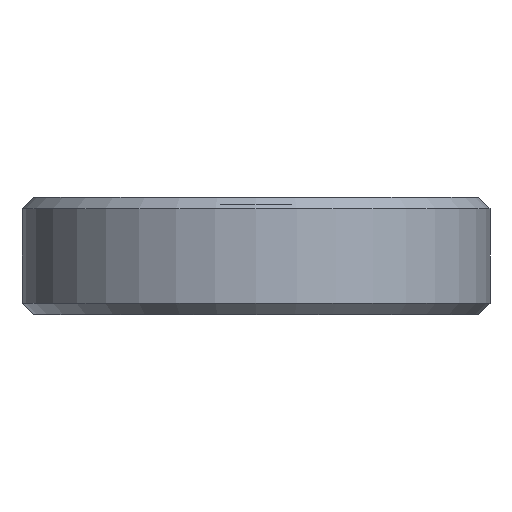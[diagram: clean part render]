
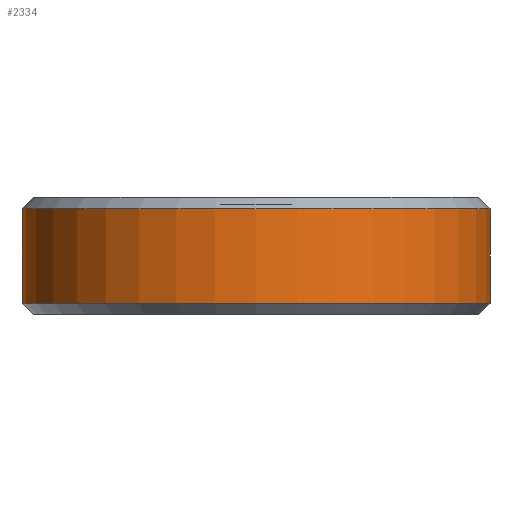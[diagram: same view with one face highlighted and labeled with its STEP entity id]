
A CAD part, left-side view. The second image highlights one B-rep face of the part: STEP entity #2334.
In plain terms, the highlighted cylindrical face has radius 6.25 mm (diameter 12.5 mm), a partial arc.
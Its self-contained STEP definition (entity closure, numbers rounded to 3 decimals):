
#144 = VERTEX_POINT('',#145);
#145 = CARTESIAN_POINT('',(0.,-6.25,0.3));
#161 = CONICAL_SURFACE('',#162,6.25,0.785);
#162 = AXIS2_PLACEMENT_3D('',#163,#164,#165);
#163 = CARTESIAN_POINT('',(0.,0.,0.3));
#164 = DIRECTION('',(0.,0.,1.));
#165 = DIRECTION('',(0.,1.,0.));
#187 = PLANE('',#188);
#188 = AXIS2_PLACEMENT_3D('',#189,#190,#191);
#189 = CARTESIAN_POINT('',(237.5,-6.25,0.));
#190 = DIRECTION('',(0.,-1.,0.));
#191 = DIRECTION('',(-1.,0.,0.));
#290 = PLANE('',#291);
#291 = AXIS2_PLACEMENT_3D('',#292,#293,#294);
#292 = CARTESIAN_POINT('',(237.5,6.25,0.));
#293 = DIRECTION('',(0.,-1.,0.));
#294 = DIRECTION('',(-1.,0.,0.));
#1182 = VERTEX_POINT('',#1183);
#1183 = CARTESIAN_POINT('',(0.,6.25,0.3));
#1229 = EDGE_CURVE('',#1182,#144,#1230,.T.);
#1230 = SURFACE_CURVE('',#1231,(#1236,#1243),.PCURVE_S1.);
#1231 = CIRCLE('',#1232,6.25);
#1232 = AXIS2_PLACEMENT_3D('',#1233,#1234,#1235);
#1233 = CARTESIAN_POINT('',(0.,0.,0.3));
#1234 = DIRECTION('',(0.,-0.,1.));
#1235 = DIRECTION('',(0.,1.,0.));
#1236 = PCURVE('',#161,#1237);
#1237 = DEFINITIONAL_REPRESENTATION('',(#1238),#1242);
#1238 = LINE('',#1239,#1240);
#1239 = CARTESIAN_POINT('',(0.,-0.));
#1240 = VECTOR('',#1241,1.);
#1241 = DIRECTION('',(1.,-0.));
#1242 = ( GEOMETRIC_REPRESENTATION_CONTEXT(2) 
PARAMETRIC_REPRESENTATION_CONTEXT() REPRESENTATION_CONTEXT('2D SPACE',''
  ) );
#1243 = PCURVE('',#1244,#1249);
#1244 = CYLINDRICAL_SURFACE('',#1245,6.25);
#1245 = AXIS2_PLACEMENT_3D('',#1246,#1247,#1248);
#1246 = CARTESIAN_POINT('',(0.,0.,0.));
#1247 = DIRECTION('',(-0.,-0.,-1.));
#1248 = DIRECTION('',(1.,0.,0.));
#1249 = DEFINITIONAL_REPRESENTATION('',(#1250),#1254);
#1250 = LINE('',#1251,#1252);
#1251 = CARTESIAN_POINT('',(-1.571,-0.3));
#1252 = VECTOR('',#1253,1.);
#1253 = DIRECTION('',(-1.,0.));
#1254 = ( GEOMETRIC_REPRESENTATION_CONTEXT(2) 
PARAMETRIC_REPRESENTATION_CONTEXT() REPRESENTATION_CONTEXT('2D SPACE',''
  ) );
#1263 = VERTEX_POINT('',#1264);
#1264 = CARTESIAN_POINT('',(0.,-6.25,2.825));
#1290 = EDGE_CURVE('',#144,#1263,#1291,.T.);
#1291 = SURFACE_CURVE('',#1292,(#1296,#1303),.PCURVE_S1.);
#1292 = LINE('',#1293,#1294);
#1293 = CARTESIAN_POINT('',(0.,-6.25,0.));
#1294 = VECTOR('',#1295,1.);
#1295 = DIRECTION('',(0.,0.,1.));
#1296 = PCURVE('',#187,#1297);
#1297 = DEFINITIONAL_REPRESENTATION('',(#1298),#1302);
#1298 = LINE('',#1299,#1300);
#1299 = CARTESIAN_POINT('',(237.5,0.));
#1300 = VECTOR('',#1301,1.);
#1301 = DIRECTION('',(0.,-1.));
#1302 = ( GEOMETRIC_REPRESENTATION_CONTEXT(2) 
PARAMETRIC_REPRESENTATION_CONTEXT() REPRESENTATION_CONTEXT('2D SPACE',''
  ) );
#1303 = PCURVE('',#1244,#1304);
#1304 = DEFINITIONAL_REPRESENTATION('',(#1305),#1309);
#1305 = LINE('',#1306,#1307);
#1306 = CARTESIAN_POINT('',(-4.712,0.));
#1307 = VECTOR('',#1308,1.);
#1308 = DIRECTION('',(-0.,-1.));
#1309 = ( GEOMETRIC_REPRESENTATION_CONTEXT(2) 
PARAMETRIC_REPRESENTATION_CONTEXT() REPRESENTATION_CONTEXT('2D SPACE',''
  ) );
#1399 = VERTEX_POINT('',#1400);
#1400 = CARTESIAN_POINT('',(0.,6.25,2.825));
#1421 = EDGE_CURVE('',#1182,#1399,#1422,.T.);
#1422 = SURFACE_CURVE('',#1423,(#1427,#1434),.PCURVE_S1.);
#1423 = LINE('',#1424,#1425);
#1424 = CARTESIAN_POINT('',(0.,6.25,0.));
#1425 = VECTOR('',#1426,1.);
#1426 = DIRECTION('',(0.,0.,1.));
#1427 = PCURVE('',#290,#1428);
#1428 = DEFINITIONAL_REPRESENTATION('',(#1429),#1433);
#1429 = LINE('',#1430,#1431);
#1430 = CARTESIAN_POINT('',(237.5,0.));
#1431 = VECTOR('',#1432,1.);
#1432 = DIRECTION('',(0.,-1.));
#1433 = ( GEOMETRIC_REPRESENTATION_CONTEXT(2) 
PARAMETRIC_REPRESENTATION_CONTEXT() REPRESENTATION_CONTEXT('2D SPACE',''
  ) );
#1434 = PCURVE('',#1244,#1435);
#1435 = DEFINITIONAL_REPRESENTATION('',(#1436),#1440);
#1436 = LINE('',#1437,#1438);
#1437 = CARTESIAN_POINT('',(-1.571,0.));
#1438 = VECTOR('',#1439,1.);
#1439 = DIRECTION('',(-0.,-1.));
#1440 = ( GEOMETRIC_REPRESENTATION_CONTEXT(2) 
PARAMETRIC_REPRESENTATION_CONTEXT() REPRESENTATION_CONTEXT('2D SPACE',''
  ) );
#2334 = ADVANCED_FACE('',(#2335),#1244,.T.);
#2335 = FACE_BOUND('',#2336,.F.);
#2336 = EDGE_LOOP('',(#2337,#2338,#2365,#2366));
#2337 = ORIENTED_EDGE('',*,*,#1421,.T.);
#2338 = ORIENTED_EDGE('',*,*,#2339,.T.);
#2339 = EDGE_CURVE('',#1399,#1263,#2340,.T.);
#2340 = SURFACE_CURVE('',#2341,(#2346,#2353),.PCURVE_S1.);
#2341 = CIRCLE('',#2342,6.25);
#2342 = AXIS2_PLACEMENT_3D('',#2343,#2344,#2345);
#2343 = CARTESIAN_POINT('',(0.,0.,2.825));
#2344 = DIRECTION('',(0.,-0.,1.));
#2345 = DIRECTION('',(0.,1.,0.));
#2346 = PCURVE('',#1244,#2347);
#2347 = DEFINITIONAL_REPRESENTATION('',(#2348),#2352);
#2348 = LINE('',#2349,#2350);
#2349 = CARTESIAN_POINT('',(-1.571,-2.825));
#2350 = VECTOR('',#2351,1.);
#2351 = DIRECTION('',(-1.,0.));
#2352 = ( GEOMETRIC_REPRESENTATION_CONTEXT(2) 
PARAMETRIC_REPRESENTATION_CONTEXT() REPRESENTATION_CONTEXT('2D SPACE',''
  ) );
#2353 = PCURVE('',#2354,#2359);
#2354 = CONICAL_SURFACE('',#2355,6.25,0.785);
#2355 = AXIS2_PLACEMENT_3D('',#2356,#2357,#2358);
#2356 = CARTESIAN_POINT('',(0.,0.,2.825));
#2357 = DIRECTION('',(-0.,-0.,-1.));
#2358 = DIRECTION('',(0.,1.,0.));
#2359 = DEFINITIONAL_REPRESENTATION('',(#2360),#2364);
#2360 = LINE('',#2361,#2362);
#2361 = CARTESIAN_POINT('',(-0.,-0.));
#2362 = VECTOR('',#2363,1.);
#2363 = DIRECTION('',(-1.,-0.));
#2364 = ( GEOMETRIC_REPRESENTATION_CONTEXT(2) 
PARAMETRIC_REPRESENTATION_CONTEXT() REPRESENTATION_CONTEXT('2D SPACE',''
  ) );
#2365 = ORIENTED_EDGE('',*,*,#1290,.F.);
#2366 = ORIENTED_EDGE('',*,*,#1229,.F.);
